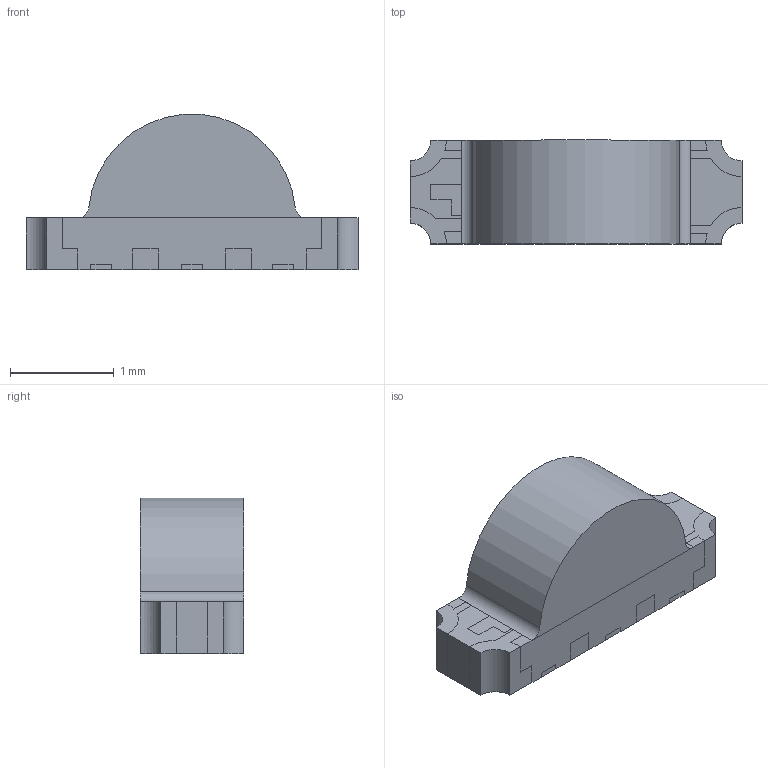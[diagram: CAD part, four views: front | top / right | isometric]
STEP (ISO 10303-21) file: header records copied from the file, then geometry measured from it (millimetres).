
FILE_DESCRIPTION (( 'STEP AP214' ), '1' );
FILE_NAME ('IN-S126TASRGB.STEP', '2020-10-07T02:54:51', ( '' ), ( '' ), 'SwSTEP 2.0', 'SolidWorks 2017', '' );
FILE_SCHEMA (( 'AUTOMOTIVE_DESIGN' ));
Length unit declared in the file: millimetre
Products named in the file (1): IN-S126TASRGB
Bounding box: 3.2 x 1 x 1.5 mm (x, y, z)
Volume: 3.1 mm3; surface area: 28.7 mm2
Topology: 10 solids, 10 shells, 217 faces, 568 edges, 372 vertices
Faces by surface type: plane 194, cylinder 23
Entity records: 6663 total; most frequent: CARTESIAN_POINT 1158, ORIENTED_EDGE 1136, DIRECTION 1050, EDGE_CURVE 568, VECTOR 522, LINE 522, VERTEX_POINT 372, AXIS2_PLACEMENT_3D 264
